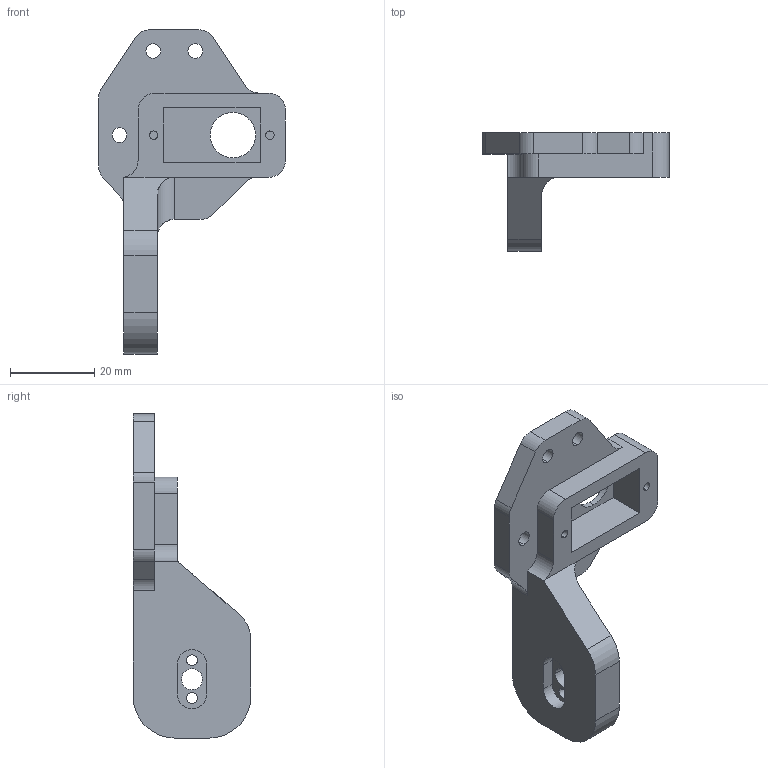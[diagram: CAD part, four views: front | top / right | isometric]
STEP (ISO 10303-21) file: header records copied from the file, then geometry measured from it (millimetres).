
FILE_DESCRIPTION (( 'STEP AP203' ), '1' );
FILE_NAME ('Gripper base.stp_Default_sldprt.STEP', '2022-12-24T03:26:42', ( '' ), ( '' ), 'SwSTEP 2.0', 'SolidWorks 2020', '' );
FILE_SCHEMA (( 'CONFIG_CONTROL_DESIGN' ));
Length unit declared in the file: metre
Products named in the file (1): Gripper base.stp_Default_sldprt
Bounding box: 44.4 x 28 x 77 mm (x, y, z)
Volume: 15721.4 mm3; surface area: 7859.5 mm2
Topology: 1 solids, 1 shells, 68 faces, 182 edges, 120 vertices
Faces by surface type: cylinder 38, plane 30
Entity records: 2250 total; most frequent: DIRECTION 388, CARTESIAN_POINT 380, ORIENTED_EDGE 364, EDGE_CURVE 182, AXIS2_PLACEMENT_3D 140, VERTEX_POINT 120, LINE 108, VECTOR 108
